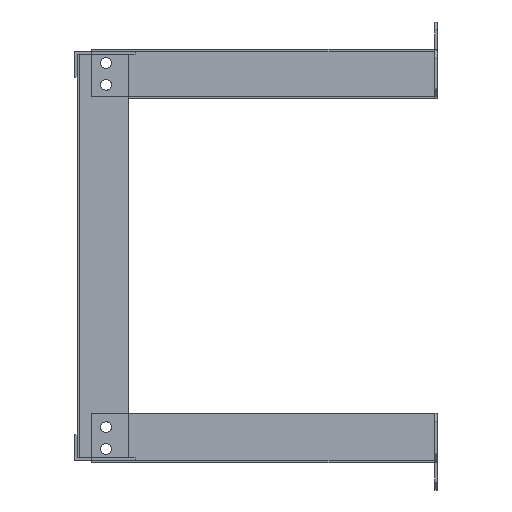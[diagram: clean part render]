
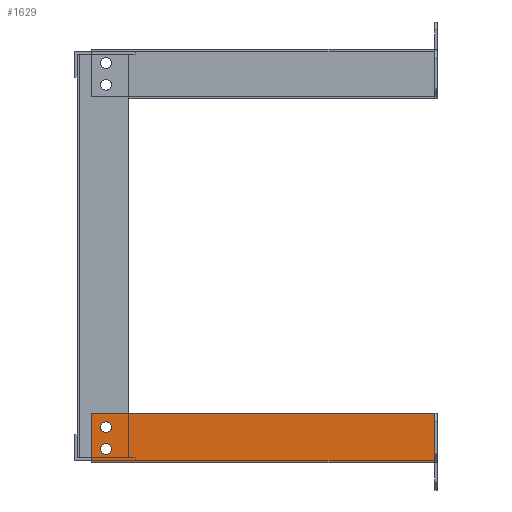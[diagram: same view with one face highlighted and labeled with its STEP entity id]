
A CAD part, front view. The second image highlights one B-rep face of the part: STEP entity #1629.
In plain terms, the highlighted face is planar.
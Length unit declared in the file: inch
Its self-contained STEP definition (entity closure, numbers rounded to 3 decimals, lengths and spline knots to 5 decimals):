
#54 = DIRECTION ( 'NONE',  ( 0., 0., 1. ) ) ;
#140 = EDGE_CURVE ( 'NONE', #16003, #12523, #2458, .T. ) ;
#404 = CARTESIAN_POINT ( 'NONE',  ( 0., -8.58268, 0. ) ) ;
#532 = ORIENTED_EDGE ( 'NONE', *, *, #12925, .F. ) ;
#570 = DIRECTION ( 'NONE',  ( -1., 0., 0. ) ) ;
#1090 = VECTOR ( 'NONE', #12886, 39.37008 ) ;
#1157 = VERTEX_POINT ( 'NONE', #6181 ) ;
#1370 = CARTESIAN_POINT ( 'NONE',  ( 2.44094, 8.58268, 0. ) ) ;
#1629 = ADVANCED_FACE ( 'NONE', ( #11096, #10880, #16802 ), #13323, .F. ) ;
#1662 = ORIENTED_EDGE ( 'NONE', *, *, #6691, .F. ) ;
#1688 = CARTESIAN_POINT ( 'NONE',  ( 2.44094, -8.46457, 0. ) ) ;
#1830 = CARTESIAN_POINT ( 'NONE',  ( 0.05, -8.58268, 0. ) ) ;
#2230 = DIRECTION ( 'NONE',  ( 0., 0., 1. ) ) ;
#2458 = CIRCLE ( 'NONE', #13082, 0.27122 ) ;
#2490 = CARTESIAN_POINT ( 'NONE',  ( 0.94926, 7.85433, 0. ) ) ;
#2876 = VERTEX_POINT ( 'NONE', #11040 ) ;
#3194 = AXIS2_PLACEMENT_3D ( 'NONE', #7361, #16968, #570 ) ;
#3271 = CIRCLE ( 'NONE', #3194, 0.27122 ) ;
#3697 = CIRCLE ( 'NONE', #14684, 0.27122 ) ;
#3793 = DIRECTION ( 'NONE',  ( 0., -1., 0. ) ) ;
#4101 = VECTOR ( 'NONE', #11201, 39.37008 ) ;
#4353 = EDGE_LOOP ( 'NONE', ( #10385, #8603 ) ) ;
#4543 = ORIENTED_EDGE ( 'NONE', *, *, #16353, .F. ) ;
#4592 = DIRECTION ( 'NONE',  ( -1., 0., 0. ) ) ;
#4917 = LINE ( 'NONE', #7487, #1090 ) ;
#4948 = CARTESIAN_POINT ( 'NONE',  ( 0.05, -8.46457, 0. ) ) ;
#4989 = CARTESIAN_POINT ( 'NONE',  ( 0., 8.58268, 0. ) ) ;
#5351 = DIRECTION ( 'NONE',  ( 0., -1., 0. ) ) ;
#5649 = EDGE_LOOP ( 'NONE', ( #532, #1662 ) ) ;
#5886 = EDGE_LOOP ( 'NONE', ( #9186, #13098, #4543, #8595, #8791, #8776 ) ) ;
#5949 = CARTESIAN_POINT ( 'NONE',  ( 2.44094, 8.58268, 0. ) ) ;
#6029 = LINE ( 'NONE', #1688, #9216 ) ;
#6181 = CARTESIAN_POINT ( 'NONE',  ( 0., 8.58268, 0. ) ) ;
#6409 = LINE ( 'NONE', #404, #4101 ) ;
#6532 = EDGE_CURVE ( 'NONE', #12523, #16003, #3697, .T. ) ;
#6691 = EDGE_CURVE ( 'NONE', #16085, #8211, #3271, .T. ) ;
#7361 = CARTESIAN_POINT ( 'NONE',  ( 1.7629, 7.85433, 0. ) ) ;
#7487 = CARTESIAN_POINT ( 'NONE',  ( 0.05, -8.46457, 0. ) ) ;
#8211 = VERTEX_POINT ( 'NONE', #16777 ) ;
#8306 = LINE ( 'NONE', #4989, #16395 ) ;
#8464 = EDGE_CURVE ( 'NONE', #1157, #10423, #15429, .T. ) ;
#8595 = ORIENTED_EDGE ( 'NONE', *, *, #8464, .F. ) ;
#8603 = ORIENTED_EDGE ( 'NONE', *, *, #6532, .F. ) ;
#8776 = ORIENTED_EDGE ( 'NONE', *, *, #14809, .T. ) ;
#8791 = ORIENTED_EDGE ( 'NONE', *, *, #11209, .T. ) ;
#9152 = CARTESIAN_POINT ( 'NONE',  ( 0., 8.58268, 0. ) ) ;
#9186 = ORIENTED_EDGE ( 'NONE', *, *, #15678, .F. ) ;
#9216 = VECTOR ( 'NONE', #12632, 39.37008 ) ;
#9714 = CARTESIAN_POINT ( 'NONE',  ( 0.67804, 7.85433, 0. ) ) ;
#10385 = ORIENTED_EDGE ( 'NONE', *, *, #140, .F. ) ;
#10391 = CARTESIAN_POINT ( 'NONE',  ( 1.7629, 7.85433, 0. ) ) ;
#10416 = LINE ( 'NONE', #1370, #11887 ) ;
#10423 = VERTEX_POINT ( 'NONE', #5949 ) ;
#10880 = FACE_BOUND ( 'NONE', #4353, .T. ) ;
#10918 = DIRECTION ( 'NONE',  ( -1., 0., 0. ) ) ;
#11040 = CARTESIAN_POINT ( 'NONE',  ( 2.44094, -8.46457, 0. ) ) ;
#11096 = FACE_BOUND ( 'NONE', #5649, .T. ) ;
#11201 = DIRECTION ( 'NONE',  ( 1., 0., 0. ) ) ;
#11209 = EDGE_CURVE ( 'NONE', #1157, #14587, #8306, .T. ) ;
#11399 = VECTOR ( 'NONE', #13617, 39.37008 ) ;
#11745 = DIRECTION ( 'NONE',  ( -1., 0., 0. ) ) ;
#11887 = VECTOR ( 'NONE', #5351, 39.37008 ) ;
#12071 = DIRECTION ( 'NONE',  ( -1., 0., 0. ) ) ;
#12369 = VERTEX_POINT ( 'NONE', #4948 ) ;
#12523 = VERTEX_POINT ( 'NONE', #2490 ) ;
#12604 = AXIS2_PLACEMENT_3D ( 'NONE', #10391, #2230, #11745 ) ;
#12632 = DIRECTION ( 'NONE',  ( 1., 0., 0. ) ) ;
#12886 = DIRECTION ( 'NONE',  ( 0., -1., 0. ) ) ;
#12925 = EDGE_CURVE ( 'NONE', #8211, #16085, #16489, .T. ) ;
#13082 = AXIS2_PLACEMENT_3D ( 'NONE', #16411, #54, #10918 ) ;
#13098 = ORIENTED_EDGE ( 'NONE', *, *, #13819, .T. ) ;
#13323 = PLANE ( 'NONE',  #17427 ) ;
#13617 = DIRECTION ( 'NONE',  ( 1., 0., 0. ) ) ;
#13819 = EDGE_CURVE ( 'NONE', #12369, #2876, #6029, .T. ) ;
#13998 = CARTESIAN_POINT ( 'NONE',  ( 2.03412, 7.85433, 0. ) ) ;
#14581 = DIRECTION ( 'NONE',  ( 0., 0., -1. ) ) ;
#14587 = VERTEX_POINT ( 'NONE', #17548 ) ;
#14684 = AXIS2_PLACEMENT_3D ( 'NONE', #9714, #15373, #4592 ) ;
#14809 = EDGE_CURVE ( 'NONE', #14587, #15508, #6409, .T. ) ;
#14820 = CARTESIAN_POINT ( 'NONE',  ( 0., 8.58268, 0. ) ) ;
#15373 = DIRECTION ( 'NONE',  ( 0., 0., 1. ) ) ;
#15429 = LINE ( 'NONE', #14820, #11399 ) ;
#15508 = VERTEX_POINT ( 'NONE', #1830 ) ;
#15678 = EDGE_CURVE ( 'NONE', #12369, #15508, #4917, .T. ) ;
#16003 = VERTEX_POINT ( 'NONE', #16548 ) ;
#16085 = VERTEX_POINT ( 'NONE', #13998 ) ;
#16353 = EDGE_CURVE ( 'NONE', #10423, #2876, #10416, .T. ) ;
#16395 = VECTOR ( 'NONE', #3793, 39.37008 ) ;
#16411 = CARTESIAN_POINT ( 'NONE',  ( 0.67804, 7.85433, 0. ) ) ;
#16489 = CIRCLE ( 'NONE', #12604, 0.27122 ) ;
#16548 = CARTESIAN_POINT ( 'NONE',  ( 0.40682, 7.85433, 0. ) ) ;
#16777 = CARTESIAN_POINT ( 'NONE',  ( 1.49169, 7.85433, 0. ) ) ;
#16802 = FACE_OUTER_BOUND ( 'NONE', #5886, .T. ) ;
#16968 = DIRECTION ( 'NONE',  ( 0., 0., 1. ) ) ;
#17427 = AXIS2_PLACEMENT_3D ( 'NONE', #9152, #14581, #12071 ) ;
#17548 = CARTESIAN_POINT ( 'NONE',  ( 0., -8.58268, 0. ) ) ;
